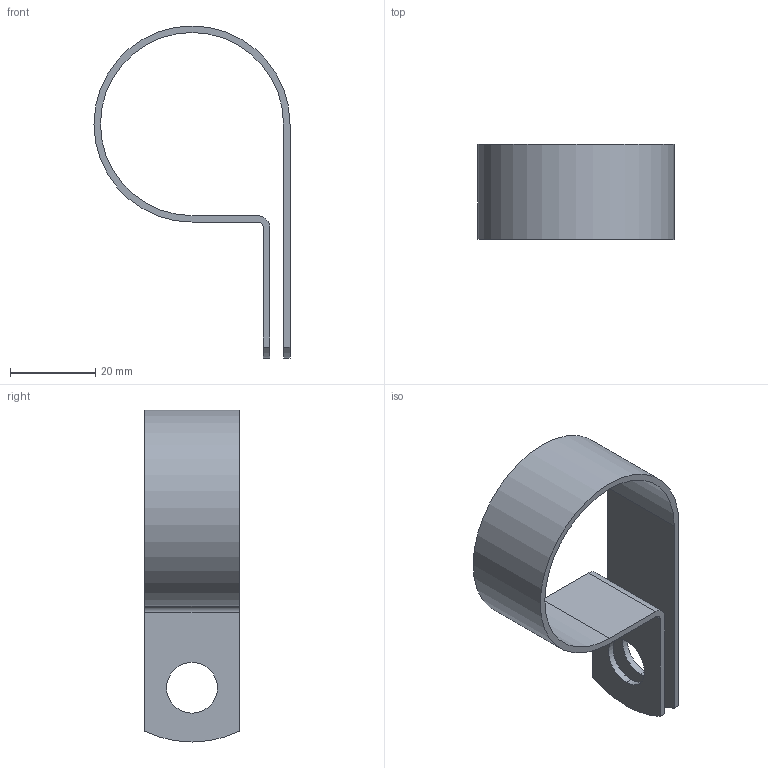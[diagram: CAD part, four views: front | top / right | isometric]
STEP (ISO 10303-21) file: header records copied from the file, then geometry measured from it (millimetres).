
FILE_DESCRIPTION (( 'STEP AP214' ), '1' );
FILE_NAME ('CC 2715Z1.step', '2018-10-31T19:59:40', ( 'User' ), ( 'Microsoft' ), 'SwSTEP 2.0', 'SolidWorks 2018', '' );
FILE_SCHEMA (( 'AUTOMOTIVE_DESIGN' ));
Length unit declared in the file: inch
Products named in the file (1): CC 2715Z1
Bounding box: 45.9 x 22.23 x 77.71 mm (x, y, z)
Volume: 6664.9 mm3; surface area: 9550.2 mm2
Topology: 1 solids, 1 shells, 18 faces, 48 edges, 32 vertices
Faces by surface type: cylinder 10, plane 8
Entity records: 620 total; most frequent: DIRECTION 106, CARTESIAN_POINT 99, ORIENTED_EDGE 96, EDGE_CURVE 48, AXIS2_PLACEMENT_3D 39, VERTEX_POINT 32, VECTOR 28, LINE 28
